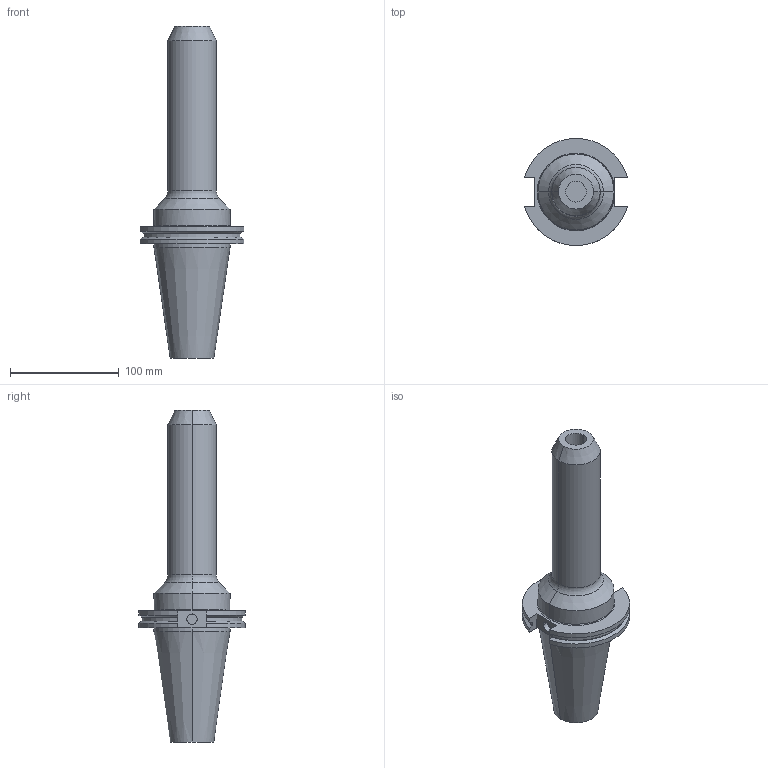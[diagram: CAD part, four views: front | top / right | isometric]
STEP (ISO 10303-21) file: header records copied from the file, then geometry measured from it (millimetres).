
FILE_DESCRIPTION (( 'STEP AP203' ), '1' );
FILE_NAME ('STP-22941-8.STEP', '2017-10-06T05:13:24', ( '' ), ( '' ), 'SwSTEP 2.0', 'SolidWorks 2015', '' );
FILE_SCHEMA (( 'CONFIG_CONTROL_DESIGN' ));
Length unit declared in the file: millimetre
Products named in the file (1): STP-22941-8
Bounding box: 94.95 x 98.05 x 304.8 mm (x, y, z)
Volume: 648772.2 mm3; surface area: 70036.1 mm2
Topology: 1 solids, 1 shells, 59 faces, 139 edges, 85 vertices
Faces by surface type: cylinder 22, plane 17, cone 16, torus 3, bspline 1
Entity records: 1808 total; most frequent: CARTESIAN_POINT 357, DIRECTION 306, ORIENTED_EDGE 274, EDGE_CURVE 137, AXIS2_PLACEMENT_3D 120, VERTEX_POINT 85, LINE 66, VECTOR 66
